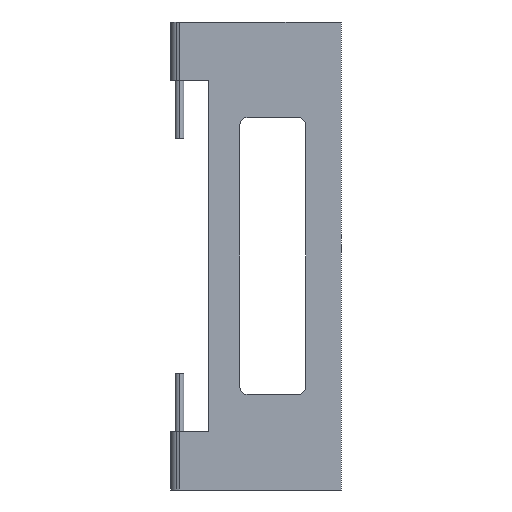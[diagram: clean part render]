
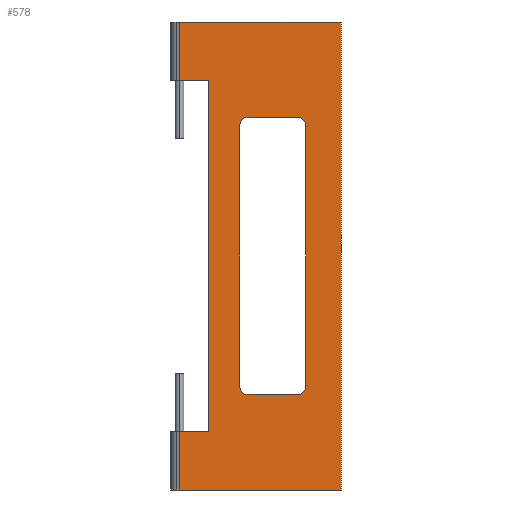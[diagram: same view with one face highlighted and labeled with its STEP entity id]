
A CAD part, front view. The second image highlights one B-rep face of the part: STEP entity #578.
In plain terms, the highlighted planar face has unit normal (0, -1, 0).
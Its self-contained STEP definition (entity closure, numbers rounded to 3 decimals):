
#1=DIRECTION('',(0.,0.,1.));
#2=VECTOR('',#1,180.);
#3=CARTESIAN_POINT('',(22.5,0.,-90.));
#4=LINE('',#3,#2);
#5=CARTESIAN_POINT('',(17.5,0.,90.));
#6=DIRECTION('',(0.,-1.,0.));
#7=DIRECTION('',(1.,0.,0.));
#8=AXIS2_PLACEMENT_3D('',#5,#6,#7);
#10=DIRECTION('',(-1.,0.,0.));
#11=VECTOR('',#10,35.);
#12=CARTESIAN_POINT('',(17.5,0.,95.));
#13=LINE('',#12,#11);
#14=CARTESIAN_POINT('',(-17.5,0.,90.));
#15=DIRECTION('',(0.,-1.,0.));
#16=DIRECTION('',(0.,0.,1.));
#17=AXIS2_PLACEMENT_3D('',#14,#15,#16);
#19=DIRECTION('',(0.,0.,-1.));
#20=VECTOR('',#19,180.);
#21=CARTESIAN_POINT('',(-22.5,0.,90.));
#22=LINE('',#21,#20);
#23=CARTESIAN_POINT('',(-17.5,0.,-90.));
#24=DIRECTION('',(0.,-1.,0.));
#25=DIRECTION('',(-1.,0.,0.));
#26=AXIS2_PLACEMENT_3D('',#23,#24,#25);
#28=DIRECTION('',(1.,0.,0.));
#29=VECTOR('',#28,35.);
#30=CARTESIAN_POINT('',(-17.5,0.,-95.));
#31=LINE('',#30,#29);
#32=CARTESIAN_POINT('',(17.5,0.,-90.));
#33=DIRECTION('',(0.,-1.,0.));
#34=DIRECTION('',(0.,0.,-1.));
#35=AXIS2_PLACEMENT_3D('',#32,#33,#34);
#37=DIRECTION('',(-1.,0.,0.));
#38=VECTOR('',#37,19.7);
#39=CARTESIAN_POINT('',(-44.3,0.,120.5));
#40=LINE('',#39,#38);
#41=DIRECTION('',(1.,0.,0.));
#42=VECTOR('',#41,111.);
#43=CARTESIAN_POINT('',(-64.,0.,160.5));
#44=LINE('',#43,#42);
#45=DIRECTION('',(0.,0.,-1.));
#46=VECTOR('',#45,321.);
#47=CARTESIAN_POINT('',(47.,0.,160.5));
#48=LINE('',#47,#46);
#49=DIRECTION('',(-1.,0.,0.));
#50=VECTOR('',#49,111.);
#51=CARTESIAN_POINT('',(47.,0.,-160.5));
#52=LINE('',#51,#50);
#53=DIRECTION('',(1.,0.,0.));
#54=VECTOR('',#53,19.7);
#55=CARTESIAN_POINT('',(-64.,0.,-120.5));
#56=LINE('',#55,#54);
#57=DIRECTION('',(0.,0.,1.));
#58=VECTOR('',#57,241.);
#59=CARTESIAN_POINT('',(-44.3,0.,-120.5));
#60=LINE('',#59,#58);
#241=DIRECTION('',(0.,0.,-1.));
#242=VECTOR('',#241,40.);
#243=CARTESIAN_POINT('',(-64.,0.,160.5));
#244=LINE('',#243,#242);
#297=DIRECTION('',(0.,0.,-1.));
#298=VECTOR('',#297,40.);
#299=CARTESIAN_POINT('',(-64.,0.,-120.5));
#300=LINE('',#299,#298);
#413=CARTESIAN_POINT('',(47.,0.,160.5));
#414=CARTESIAN_POINT('',(47.,0.,-160.5));
#415=VERTEX_POINT('',#413);
#416=VERTEX_POINT('',#414);
#417=CARTESIAN_POINT('',(22.5,0.,-90.));
#418=CARTESIAN_POINT('',(22.5,0.,90.));
#419=VERTEX_POINT('',#417);
#420=VERTEX_POINT('',#418);
#421=CARTESIAN_POINT('',(17.5,0.,95.));
#422=VERTEX_POINT('',#421);
#423=CARTESIAN_POINT('',(-17.5,0.,95.));
#424=VERTEX_POINT('',#423);
#425=CARTESIAN_POINT('',(-22.5,0.,90.));
#426=VERTEX_POINT('',#425);
#427=CARTESIAN_POINT('',(-22.5,0.,-90.));
#428=VERTEX_POINT('',#427);
#429=CARTESIAN_POINT('',(-17.5,0.,-95.));
#430=VERTEX_POINT('',#429);
#431=CARTESIAN_POINT('',(17.5,0.,-95.));
#432=VERTEX_POINT('',#431);
#453=CARTESIAN_POINT('',(-64.,0.,-160.5));
#455=VERTEX_POINT('',#453);
#460=CARTESIAN_POINT('',(-64.,0.,-120.5));
#462=VERTEX_POINT('',#460);
#469=CARTESIAN_POINT('',(-44.3,0.,-120.5));
#470=VERTEX_POINT('',#469);
#479=CARTESIAN_POINT('',(-64.,0.,160.5));
#481=VERTEX_POINT('',#479);
#485=CARTESIAN_POINT('',(-64.,0.,120.5));
#487=VERTEX_POINT('',#485);
#491=CARTESIAN_POINT('',(-44.3,0.,120.5));
#492=VERTEX_POINT('',#491);
#537=CARTESIAN_POINT('',(0.,0.,0.));
#538=DIRECTION('',(0.,1.,0.));
#539=DIRECTION('',(0.,0.,1.));
#540=AXIS2_PLACEMENT_3D('',#537,#538,#539);
#541=PLANE('',#540);
#543=ORIENTED_EDGE('',*,*,#542,.T.);
#545=ORIENTED_EDGE('',*,*,#544,.F.);
#547=ORIENTED_EDGE('',*,*,#546,.T.);
#549=ORIENTED_EDGE('',*,*,#548,.T.);
#551=ORIENTED_EDGE('',*,*,#550,.T.);
#553=ORIENTED_EDGE('',*,*,#552,.F.);
#555=ORIENTED_EDGE('',*,*,#554,.T.);
#557=ORIENTED_EDGE('',*,*,#556,.T.);
#558=EDGE_LOOP('',(#543,#545,#547,#549,#551,#553,#555,#557));
#559=FACE_OUTER_BOUND('',#558,.F.);
#561=ORIENTED_EDGE('',*,*,#560,.T.);
#563=ORIENTED_EDGE('',*,*,#562,.T.);
#565=ORIENTED_EDGE('',*,*,#564,.T.);
#567=ORIENTED_EDGE('',*,*,#566,.T.);
#569=ORIENTED_EDGE('',*,*,#568,.T.);
#571=ORIENTED_EDGE('',*,*,#570,.T.);
#573=ORIENTED_EDGE('',*,*,#572,.T.);
#575=ORIENTED_EDGE('',*,*,#574,.T.);
#576=EDGE_LOOP('',(#561,#563,#565,#567,#569,#571,#573,#575));
#577=FACE_BOUND('',#576,.F.);
#578=ADVANCED_FACE('',(#559,#577),#541,.F.);
#9=CIRCLE('',#8,5.);
#18=CIRCLE('',#17,5.);
#27=CIRCLE('',#26,5.);
#36=CIRCLE('',#35,5.);
#542=EDGE_CURVE('',#492,#487,#40,.T.);
#544=EDGE_CURVE('',#481,#487,#244,.T.);
#546=EDGE_CURVE('',#481,#415,#44,.T.);
#548=EDGE_CURVE('',#415,#416,#48,.T.);
#550=EDGE_CURVE('',#416,#455,#52,.T.);
#552=EDGE_CURVE('',#462,#455,#300,.T.);
#554=EDGE_CURVE('',#462,#470,#56,.T.);
#556=EDGE_CURVE('',#470,#492,#60,.T.);
#560=EDGE_CURVE('',#419,#420,#4,.T.);
#562=EDGE_CURVE('',#420,#422,#9,.T.);
#564=EDGE_CURVE('',#422,#424,#13,.T.);
#566=EDGE_CURVE('',#424,#426,#18,.T.);
#568=EDGE_CURVE('',#426,#428,#22,.T.);
#570=EDGE_CURVE('',#428,#430,#27,.T.);
#572=EDGE_CURVE('',#430,#432,#31,.T.);
#574=EDGE_CURVE('',#432,#419,#36,.T.);
